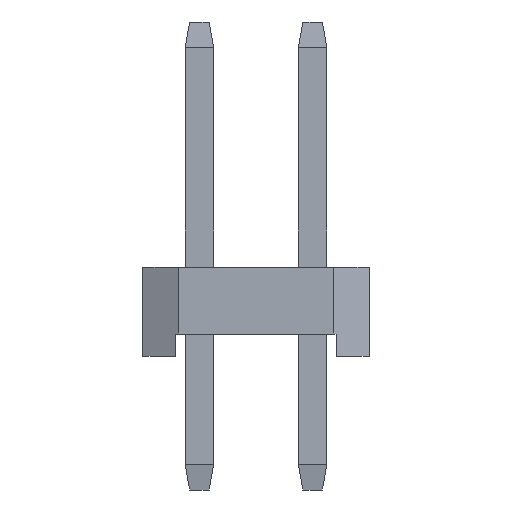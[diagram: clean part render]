
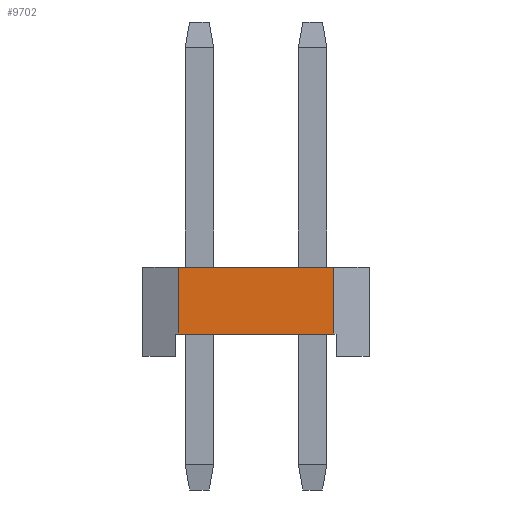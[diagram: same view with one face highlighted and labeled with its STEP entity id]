
A CAD part, left-side view. The second image highlights one B-rep face of the part: STEP entity #9702.
In plain terms, the highlighted planar face has unit normal (-1, 0, 0).
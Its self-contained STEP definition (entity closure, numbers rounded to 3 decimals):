
#130 = ORIENTED_EDGE ( 'NONE', *, *, #6724, .F. ) ;
#548 = ORIENTED_EDGE ( 'NONE', *, *, #7830, .T. ) ;
#601 = VECTOR ( 'NONE', #917, 1000. ) ;
#842 = LINE ( 'NONE', #3988, #6133 ) ;
#917 = DIRECTION ( 'NONE',  ( 0., 0., 1. ) ) ;
#2361 = DIRECTION ( 'NONE',  ( 1., 0., 0. ) ) ;
#2725 = CARTESIAN_POINT ( 'NONE',  ( -8.89, 1.74, 2. ) ) ;
#3038 = CARTESIAN_POINT ( 'NONE',  ( -8.89, -1.74, 2. ) ) ;
#3640 = CARTESIAN_POINT ( 'NONE',  ( -8.89, -1.74, 0.5 ) ) ;
#3779 = VERTEX_POINT ( 'NONE', #5968 ) ;
#3988 = CARTESIAN_POINT ( 'NONE',  ( -8.89, 1.8, 0.5 ) ) ;
#4405 = EDGE_CURVE ( 'NONE', #8858, #5579, #9897, .T. ) ;
#4485 = DIRECTION ( 'NONE',  ( 0., -1., 0. ) ) ;
#4645 = VERTEX_POINT ( 'NONE', #2725 ) ;
#5003 = EDGE_LOOP ( 'NONE', ( #548, #130, #12233, #7427 ) ) ;
#5294 = EDGE_CURVE ( 'NONE', #4645, #5579, #12380, .T. ) ;
#5416 = AXIS2_PLACEMENT_3D ( 'NONE', #9189, #2361, #7284 ) ;
#5579 = VERTEX_POINT ( 'NONE', #3038 ) ;
#5968 = CARTESIAN_POINT ( 'NONE',  ( -8.89, 1.74, 0.5 ) ) ;
#6133 = VECTOR ( 'NONE', #12800, 1000. ) ;
#6724 = EDGE_CURVE ( 'NONE', #8858, #3779, #842, .T. ) ;
#6819 = CARTESIAN_POINT ( 'NONE',  ( -8.89, 1.74, 2. ) ) ;
#6885 = LINE ( 'NONE', #6819, #8657 ) ;
#6981 = FACE_OUTER_BOUND ( 'NONE', #5003, .T. ) ;
#7284 = DIRECTION ( 'NONE',  ( 0., 0., -1. ) ) ;
#7427 = ORIENTED_EDGE ( 'NONE', *, *, #5294, .F. ) ;
#7830 = EDGE_CURVE ( 'NONE', #4645, #3779, #6885, .T. ) ;
#8657 = VECTOR ( 'NONE', #9029, 1000. ) ;
#8858 = VERTEX_POINT ( 'NONE', #3640 ) ;
#9029 = DIRECTION ( 'NONE',  ( 0., 0., -1. ) ) ;
#9189 = CARTESIAN_POINT ( 'NONE',  ( -8.89, -2.54, 2. ) ) ;
#9702 = ADVANCED_FACE ( 'NONE', ( #6981 ), #11276, .F. ) ;
#9838 = CARTESIAN_POINT ( 'NONE',  ( -8.89, -1.74, -6.5 ) ) ;
#9897 = LINE ( 'NONE', #9838, #601 ) ;
#11276 = PLANE ( 'NONE',  #5416 ) ;
#11425 = VECTOR ( 'NONE', #4485, 1000. ) ;
#11483 = CARTESIAN_POINT ( 'NONE',  ( -8.89, -2.54, 2. ) ) ;
#12233 = ORIENTED_EDGE ( 'NONE', *, *, #4405, .T. ) ;
#12380 = LINE ( 'NONE', #11483, #11425 ) ;
#12800 = DIRECTION ( 'NONE',  ( 0., 1., 0. ) ) ;
